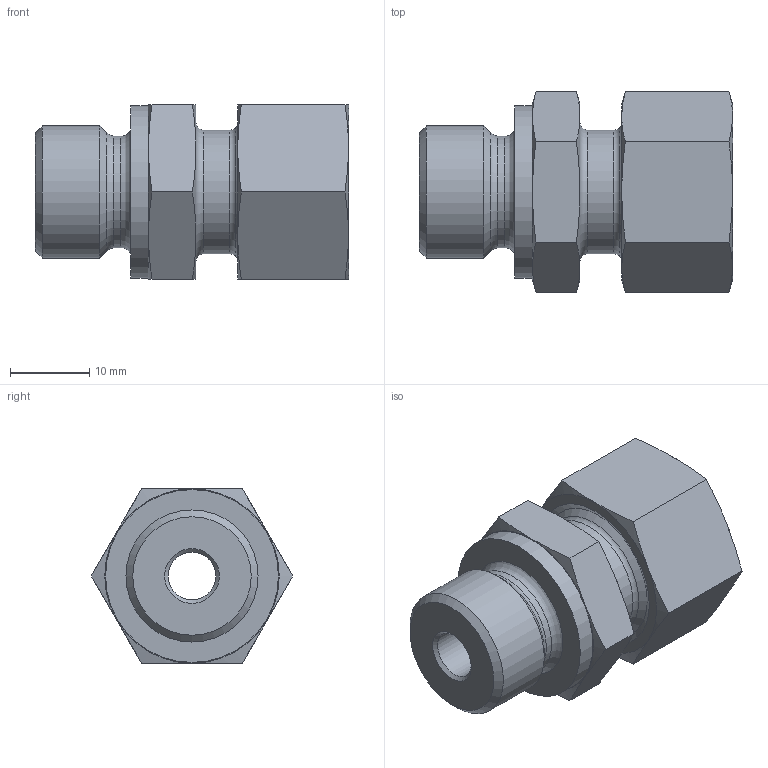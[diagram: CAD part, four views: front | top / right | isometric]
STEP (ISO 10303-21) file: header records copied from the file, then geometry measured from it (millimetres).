
FILE_DESCRIPTION(( 'OX.11.12.38.stp' ), '1');
FILE_NAME( 'OX.11.12.38.stp', '2021-02-23T14:35:25',( 'Sopra'),('sopra-pneumatic.com'), 'SwSTEP 2.0','SolidWorks 2009','' );
FILE_SCHEMA( ( 'CONFIG_CONTROL_DESIGN' ) );
Length unit declared in the file: millimetre
Products named in the file (1): _GEV-12LR 3.8 708.1141.390.20
Bounding box: 39.5 x 25.4 x 22 mm (x, y, z)
Volume: 10222.7 mm3; surface area: 4767.8 mm2
Topology: 1 solids, 1 shells, 49 faces, 103 edges, 61 vertices
Faces by surface type: cone 20, plane 19, cylinder 6, torus 4
Full cylindrical faces by diameter (mm): 6 x1, 12 x1, 14.045 x1, 15.6 x1, 16.662 x1, 21.8 x1
Entity records: 1376 total; most frequent: CARTESIAN_POINT 412, DIRECTION 182, ORIENTED_EDGE 166, AXIS2_PLACEMENT_3D 85, EDGE_CURVE 83, EDGE_LOOP 74, FACE_OUTER_BOUND 59, VERTEX_POINT 59
